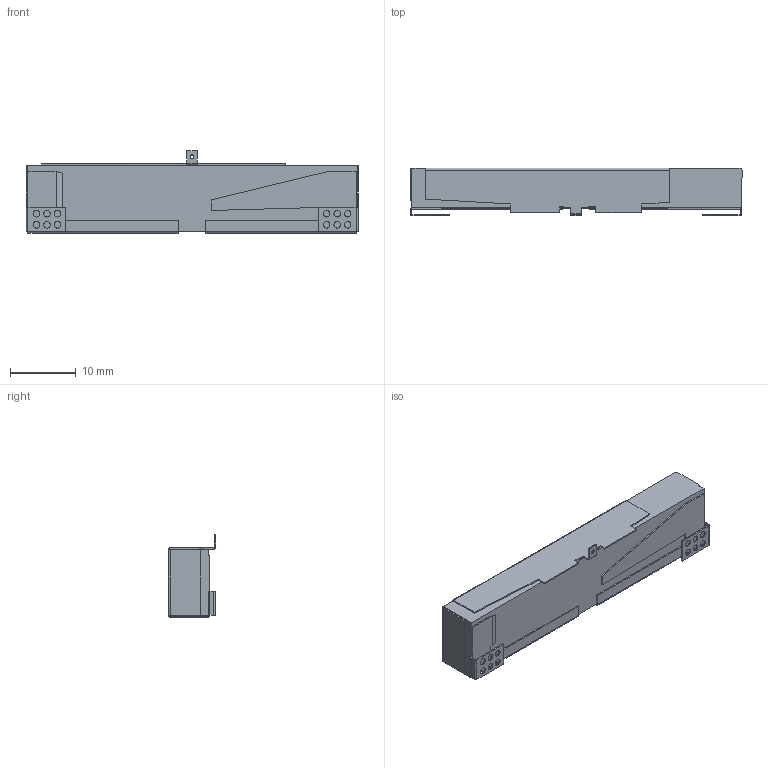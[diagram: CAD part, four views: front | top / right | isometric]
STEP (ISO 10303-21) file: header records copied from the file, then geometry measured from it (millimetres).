
FILE_DESCRIPTION (( 'STEP AP214' ), '1' );
FILE_NAME ('MPA.66.A_Web.STEP', '2025-06-05T08:20:53', ( '' ), ( '' ), 'SwSTEP 2.0', 'SolidWorks 2024', '' );
FILE_SCHEMA (( 'AUTOMOTIVE_DESIGN' ));
Length unit declared in the file: millimetre
Products named in the file (1): MPA.66.A_Web
Bounding box: 50.6 x 7.29 x 12.6 mm (x, y, z)
Volume: 3195.2 mm3; surface area: 2748.1 mm2
Topology: 1 solids, 1 shells, 162 faces, 407 edges, 239 vertices
Faces by surface type: plane 110, cylinder 50, bspline 2
Entity records: 4828 total; most frequent: CARTESIAN_POINT 855, DIRECTION 819, ORIENTED_EDGE 814, EDGE_CURVE 407, VECTOR 301, LINE 301, AXIS2_PLACEMENT_3D 259, VERTEX_POINT 239
